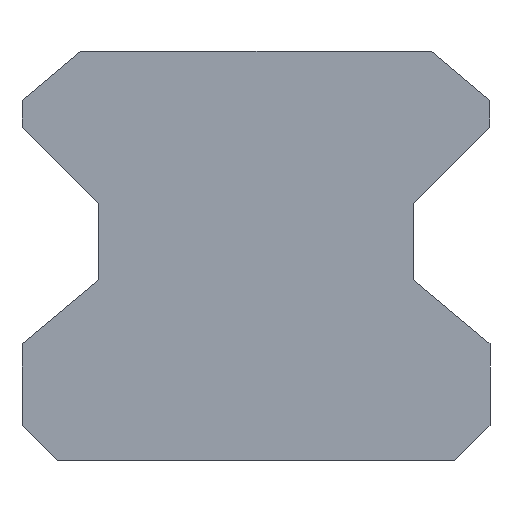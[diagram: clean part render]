
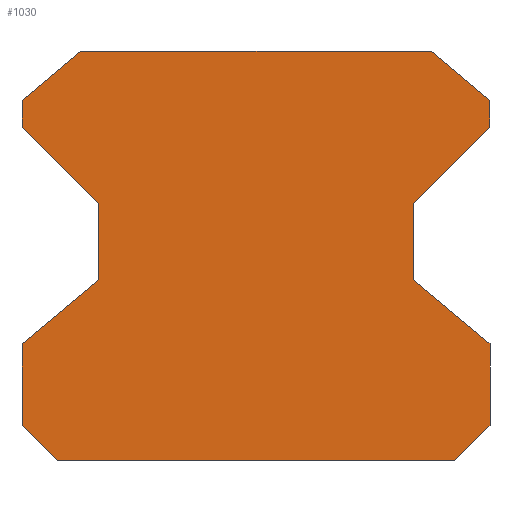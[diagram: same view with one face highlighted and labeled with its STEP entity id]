
A CAD part, front view. The second image highlights one B-rep face of the part: STEP entity #1030.
In plain terms, the highlighted planar face has unit normal (0, -1, 0).
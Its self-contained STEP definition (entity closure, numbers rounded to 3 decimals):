
#88=PLANE('',#1160);
#148=FACE_OUTER_BOUND('',#250,.T.);
#250=EDGE_LOOP('',(#927,#928,#929,#930,#931,#932,#933,#934,#935,#936,#937,
#938,#939,#940,#941,#942));
#279=LINE('',#1657,#355);
#283=LINE('',#1665,#359);
#286=LINE('',#1671,#362);
#289=LINE('',#1677,#365);
#292=LINE('',#1683,#368);
#295=LINE('',#1689,#371);
#298=LINE('',#1695,#374);
#301=LINE('',#1701,#377);
#304=LINE('',#1707,#380);
#307=LINE('',#1713,#383);
#310=LINE('',#1719,#386);
#313=LINE('',#1725,#389);
#316=LINE('',#1731,#392);
#319=LINE('',#1737,#395);
#322=LINE('',#1743,#398);
#325=LINE('',#1748,#401);
#355=VECTOR('',#1389,10.);
#359=VECTOR('',#1395,10.);
#362=VECTOR('',#1400,10.);
#365=VECTOR('',#1405,10.);
#368=VECTOR('',#1410,10.);
#371=VECTOR('',#1415,10.);
#374=VECTOR('',#1420,10.);
#377=VECTOR('',#1425,10.);
#380=VECTOR('',#1430,10.);
#383=VECTOR('',#1435,10.);
#386=VECTOR('',#1440,10.);
#389=VECTOR('',#1445,10.);
#392=VECTOR('',#1450,10.);
#395=VECTOR('',#1455,10.);
#398=VECTOR('',#1460,10.);
#401=VECTOR('',#1465,10.);
#515=VERTEX_POINT('',#1655);
#516=VERTEX_POINT('',#1656);
#519=VERTEX_POINT('',#1664);
#521=VERTEX_POINT('',#1670);
#523=VERTEX_POINT('',#1676);
#525=VERTEX_POINT('',#1682);
#527=VERTEX_POINT('',#1688);
#529=VERTEX_POINT('',#1694);
#531=VERTEX_POINT('',#1700);
#533=VERTEX_POINT('',#1706);
#535=VERTEX_POINT('',#1712);
#537=VERTEX_POINT('',#1718);
#539=VERTEX_POINT('',#1724);
#541=VERTEX_POINT('',#1730);
#543=VERTEX_POINT('',#1736);
#545=VERTEX_POINT('',#1742);
#631=EDGE_CURVE('',#515,#516,#279,.T.);
#635=EDGE_CURVE('',#516,#519,#283,.T.);
#638=EDGE_CURVE('',#519,#521,#286,.T.);
#641=EDGE_CURVE('',#521,#523,#289,.T.);
#644=EDGE_CURVE('',#523,#525,#292,.T.);
#647=EDGE_CURVE('',#525,#527,#295,.T.);
#650=EDGE_CURVE('',#527,#529,#298,.T.);
#653=EDGE_CURVE('',#531,#529,#301,.T.);
#656=EDGE_CURVE('',#533,#531,#304,.T.);
#659=EDGE_CURVE('',#535,#533,#307,.T.);
#662=EDGE_CURVE('',#537,#535,#310,.T.);
#665=EDGE_CURVE('',#539,#537,#313,.T.);
#668=EDGE_CURVE('',#541,#539,#316,.T.);
#671=EDGE_CURVE('',#543,#541,#319,.T.);
#674=EDGE_CURVE('',#545,#543,#322,.T.);
#677=EDGE_CURVE('',#515,#545,#325,.T.);
#927=ORIENTED_EDGE('',*,*,#677,.F.);
#928=ORIENTED_EDGE('',*,*,#631,.T.);
#929=ORIENTED_EDGE('',*,*,#635,.T.);
#930=ORIENTED_EDGE('',*,*,#638,.T.);
#931=ORIENTED_EDGE('',*,*,#641,.T.);
#932=ORIENTED_EDGE('',*,*,#644,.T.);
#933=ORIENTED_EDGE('',*,*,#647,.T.);
#934=ORIENTED_EDGE('',*,*,#650,.T.);
#935=ORIENTED_EDGE('',*,*,#653,.F.);
#936=ORIENTED_EDGE('',*,*,#656,.F.);
#937=ORIENTED_EDGE('',*,*,#659,.F.);
#938=ORIENTED_EDGE('',*,*,#662,.F.);
#939=ORIENTED_EDGE('',*,*,#665,.F.);
#940=ORIENTED_EDGE('',*,*,#668,.F.);
#941=ORIENTED_EDGE('',*,*,#671,.F.);
#942=ORIENTED_EDGE('',*,*,#674,.F.);
#1030=ADVANCED_FACE('',(#148),#88,.F.);
#1160=AXIS2_PLACEMENT_3D('',#1751,#1469,#1470);
#1389=DIRECTION('',(0.707,0.,0.707));
#1395=DIRECTION('',(0.,0.,1.));
#1400=DIRECTION('',(-0.766,0.,0.643));
#1405=DIRECTION('',(0.,0.,1.));
#1410=DIRECTION('',(0.707,0.,0.707));
#1415=DIRECTION('',(0.,0.,1.));
#1420=DIRECTION('',(-0.766,0.,0.643));
#1425=DIRECTION('',(1.,0.,0.));
#1430=DIRECTION('',(0.766,0.,0.643));
#1435=DIRECTION('',(0.,0.,1.));
#1440=DIRECTION('',(-0.707,0.,0.707));
#1445=DIRECTION('',(0.,0.,1.));
#1450=DIRECTION('',(0.766,0.,0.643));
#1455=DIRECTION('',(0.,0.,1.));
#1460=DIRECTION('',(-0.707,0.,0.707));
#1465=DIRECTION('',(-1.,0.,0.));
#1469=DIRECTION('center_axis',(0.,1.,0.));
#1470=DIRECTION('ref_axis',(1.,0.,0.));
#1655=CARTESIAN_POINT('',(-4.706,0.,-22.66));
#1656=CARTESIAN_POINT('',(-3.206,0.,-21.16));
#1657=CARTESIAN_POINT('',(-4.706,0.,-22.66));
#1664=CARTESIAN_POINT('',(-3.206,0.,-17.66));
#1665=CARTESIAN_POINT('',(-3.206,0.,-21.16));
#1670=CARTESIAN_POINT('',(-6.456,0.,-14.933));
#1671=CARTESIAN_POINT('',(-3.206,0.,-17.66));
#1676=CARTESIAN_POINT('',(-6.456,0.,-11.66));
#1677=CARTESIAN_POINT('',(-6.456,0.,-14.933));
#1682=CARTESIAN_POINT('',(-3.206,0.,-8.41));
#1683=CARTESIAN_POINT('',(-6.456,0.,-11.66));
#1688=CARTESIAN_POINT('',(-3.206,0.,-7.258));
#1689=CARTESIAN_POINT('',(-3.206,0.,-8.41));
#1694=CARTESIAN_POINT('',(-5.706,0.,-5.16));
#1695=CARTESIAN_POINT('',(-3.206,0.,-7.258));
#1700=CARTESIAN_POINT('',(-20.706,0.,-5.16));
#1701=CARTESIAN_POINT('',(-20.706,0.,-5.16));
#1706=CARTESIAN_POINT('',(-23.206,0.,-7.258));
#1707=CARTESIAN_POINT('',(-23.206,0.,-7.258));
#1712=CARTESIAN_POINT('',(-23.206,0.,-8.41));
#1713=CARTESIAN_POINT('',(-23.206,0.,-8.41));
#1718=CARTESIAN_POINT('',(-19.956,0.,-11.66));
#1719=CARTESIAN_POINT('',(-19.956,0.,-11.66));
#1724=CARTESIAN_POINT('',(-19.956,0.,-14.933));
#1725=CARTESIAN_POINT('',(-19.956,0.,-14.933));
#1730=CARTESIAN_POINT('',(-23.206,0.,-17.66));
#1731=CARTESIAN_POINT('',(-23.206,0.,-17.66));
#1736=CARTESIAN_POINT('',(-23.206,0.,-21.16));
#1737=CARTESIAN_POINT('',(-23.206,0.,-21.16));
#1742=CARTESIAN_POINT('',(-21.706,0.,-22.66));
#1743=CARTESIAN_POINT('',(-21.706,0.,-22.66));
#1748=CARTESIAN_POINT('',(-13.206,0.,-22.66));
#1751=CARTESIAN_POINT('Origin',(-13.206,0.,-13.91));
